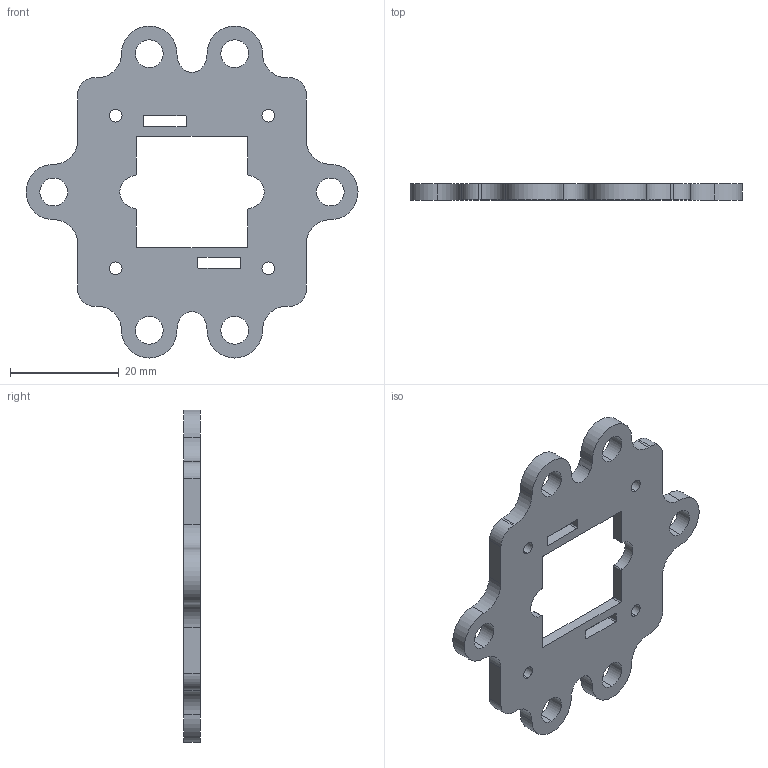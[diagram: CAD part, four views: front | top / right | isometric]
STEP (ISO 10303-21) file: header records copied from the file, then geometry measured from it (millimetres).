
FILE_DESCRIPTION (( 'STEP AP214' ), '1' );
FILE_NAME ('ELP_Mount_Top.STEP', '2023-11-06T19:59:28', ( '' ), ( '' ), 'SwSTEP 2.0', 'SolidWorks 2022', '' );
FILE_SCHEMA (( 'AUTOMOTIVE_DESIGN' ));
Length unit declared in the file: inch
Products named in the file (1): ELP_Mount_Top
Bounding box: 60.99 x 3 x 60.99 mm (x, y, z)
Volume: 4154.8 mm3; surface area: 4832.2 mm2
Topology: 1 solids, 1 shells, 94 faces, 273 edges, 182 vertices
Faces by surface type: cylinder 65, plane 29
Entity records: 3259 total; most frequent: DIRECTION 593, CARTESIAN_POINT 550, ORIENTED_EDGE 546, EDGE_CURVE 273, AXIS2_PLACEMENT_3D 225, VERTEX_POINT 182, LINE 143, VECTOR 143
